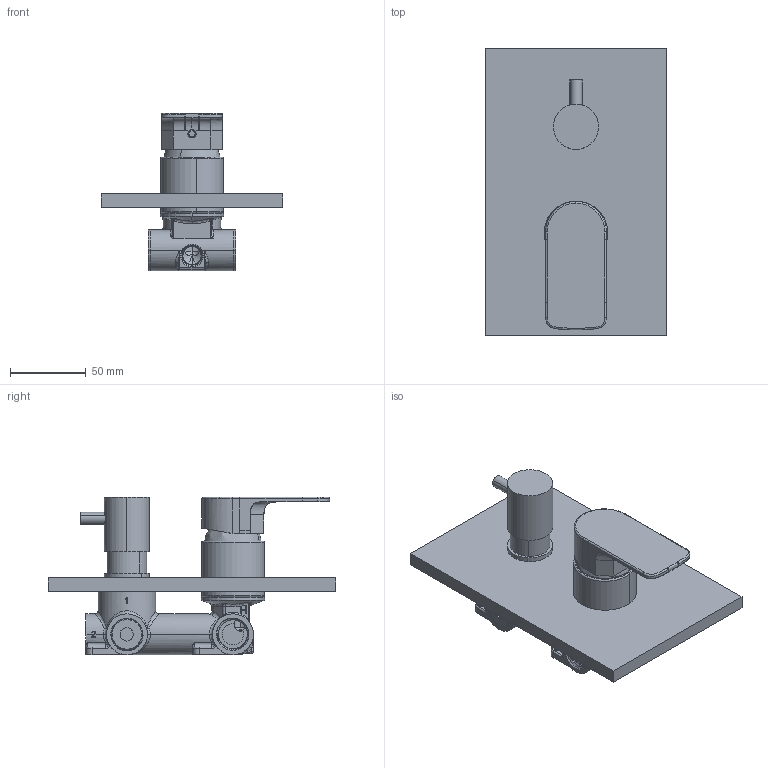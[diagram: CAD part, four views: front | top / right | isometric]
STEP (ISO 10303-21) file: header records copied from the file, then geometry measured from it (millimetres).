
FILE_DESCRIPTION (( 'STEP AP214' ), '1' );
FILE_NAME ('3185.STEP', '2025-02-07T08:23:00', ( '' ), ( '' ), 'SwSTEP 2.0', 'SolidWorks 2018', '' );
FILE_SCHEMA (( 'AUTOMOTIVE_DESIGN' ));
Length unit declared in the file: millimetre
Products named in the file (16): 1119; 0102018700; 0101503602_semplice; 00000967AP; XX185; 988; 928; 0100918713; 796; 0000096800_F_B; 0101900801; 1076; 983_F; 3185; 0100300000; 0100917820
Assembly tree (15 placements, depth 4):
  3185
    XX185
      0100917820
      00000967AP
        0000096800_F_B
      983_F
      1119
      0101900801
      1076
    0102018700
    796
    0100918713
    928
    0100300000
    0101503602_semplice
    988
Bounding box: 120 x 190 x 104 mm (x, y, z)
Volume: 158668.8 mm3; surface area: 141983.4 mm2
Topology: 13 solids, 13 shells, 1253 faces, 3176 edges, 1950 vertices
Faces by surface type: cylinder 378, plane 370, cone 266, bspline 194, torus 28, sphere 17
Entity records: 64072 total; most frequent: CARTESIAN_POINT 35328, ORIENTED_EDGE 6292, DIRECTION 5191, EDGE_CURVE 3146, AXIS2_PLACEMENT_3D 1959, VERTEX_POINT 1950, EDGE_LOOP 1326, LINE 1273
